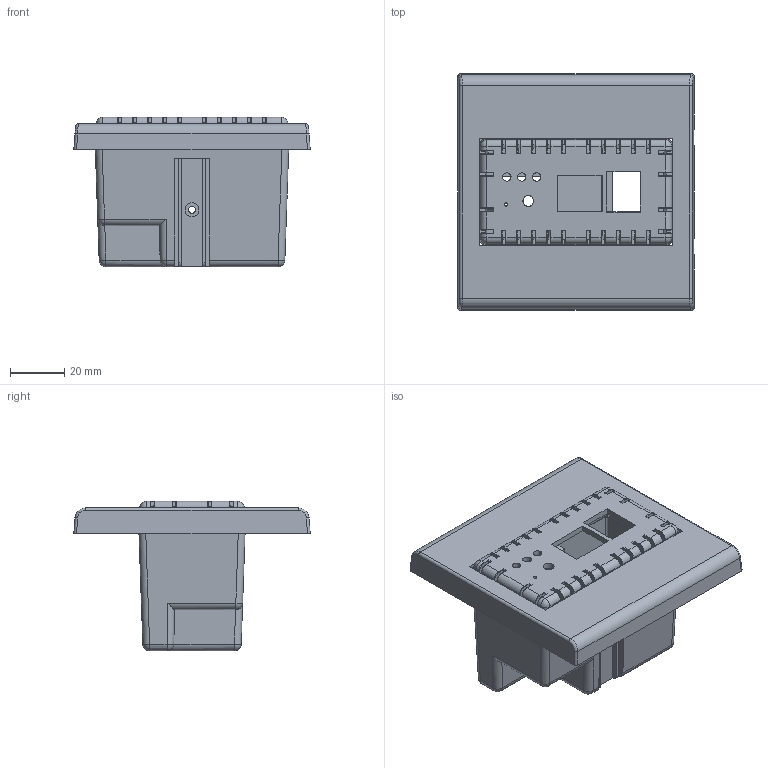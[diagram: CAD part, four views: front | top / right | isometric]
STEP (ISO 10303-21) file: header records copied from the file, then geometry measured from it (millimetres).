
FILE_DESCRIPTION((''),'2;1');
FILE_NAME('3-5_ASM','2013-09-24T',('Administrator'),(''),'PRO/ENGINEER BY PARAMETRIC TECHNOLOGY CORPORATION, 2001280','PRO/ENGINEER BY PARAMETRIC TECHNOLOGY CORPORATION, 2001280','');
FILE_SCHEMA(('CONFIG_CONTROL_DESIGN'));
Length unit declared in the file: millimetre
Products named in the file (6): 3-5; 3-5A; 3-7; 3-6; 3-6_ASM; 3-5_ASM
Assembly tree (5 placements, depth 3):
  3-5_ASM
    3-5
    3-5A
    3-6_ASM
      3-7
      3-6
Bounding box: 86.9 x 86.9 x 55 mm (x, y, z)
Volume: 50004.2 mm3; surface area: 60009.9 mm2
Topology: 4 solids, 6 shells, 974 faces, 2725 edges, 1725 vertices
Faces by surface type: plane 538, cylinder 338, bspline 60, cone 12, torus 12, sphere 10, extrusion 4
Entity records: 34606 total; most frequent: CARTESIAN_POINT 10090, ORIENTED_EDGE 5438, DIRECTION 4516, EDGE_CURVE 2725, VECTOR 2026, LINE 2022, VERTEX_POINT 1725, AXIS2_PLACEMENT_3D 1245
